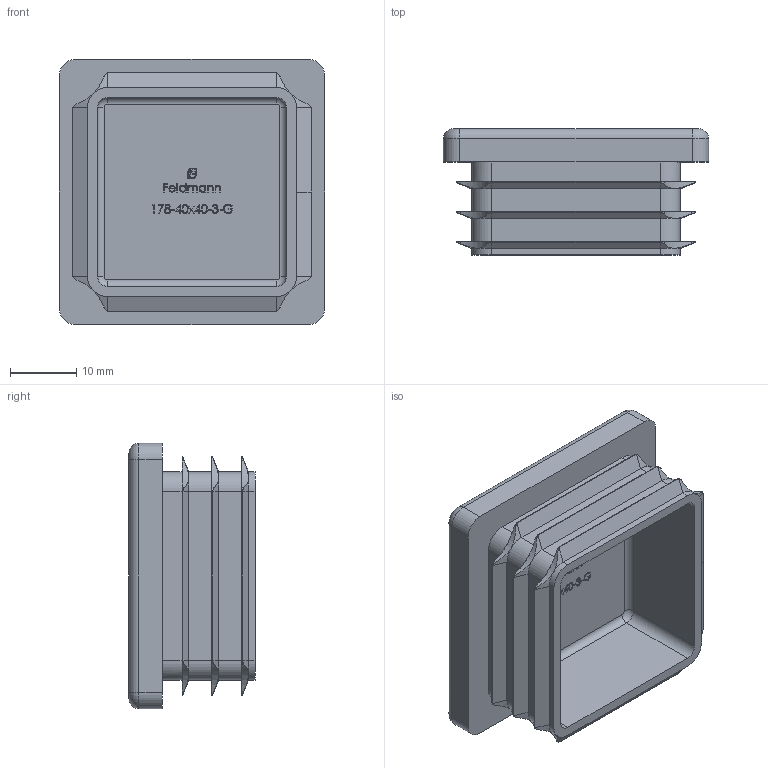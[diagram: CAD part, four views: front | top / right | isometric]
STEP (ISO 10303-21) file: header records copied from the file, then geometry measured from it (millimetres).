
FILE_DESCRIPTION (( 'STEP AP203' ), '1' );
FILE_NAME ('178-40x40-3-G.step', '2021-01-22T12:46:53', ( '' ), ( '' ), 'SwSTEP 2.0', 'SolidWorks 2018', '' );
FILE_SCHEMA (( 'CONFIG_CONTROL_DESIGN' ));
Length unit declared in the file: millimetre
Products named in the file (2): 178-40x40-3-G
Bounding box: 40 x 19 x 40 mm (x, y, z)
Volume: 10764.7 mm3; surface area: 8319.5 mm2
Topology: 1 solids, 1 shells, 497 faces, 1316 edges, 854 vertices
Faces by surface type: plane 256, bspline 126, cylinder 83, cone 24, torus 8
Entity records: 21972 total; most frequent: CARTESIAN_POINT 10491, ORIENTED_EDGE 2632, DIRECTION 1861, EDGE_CURVE 1316, VERTEX_POINT 854, LINE 773, VECTOR 773, AXIS2_PLACEMENT_3D 544
